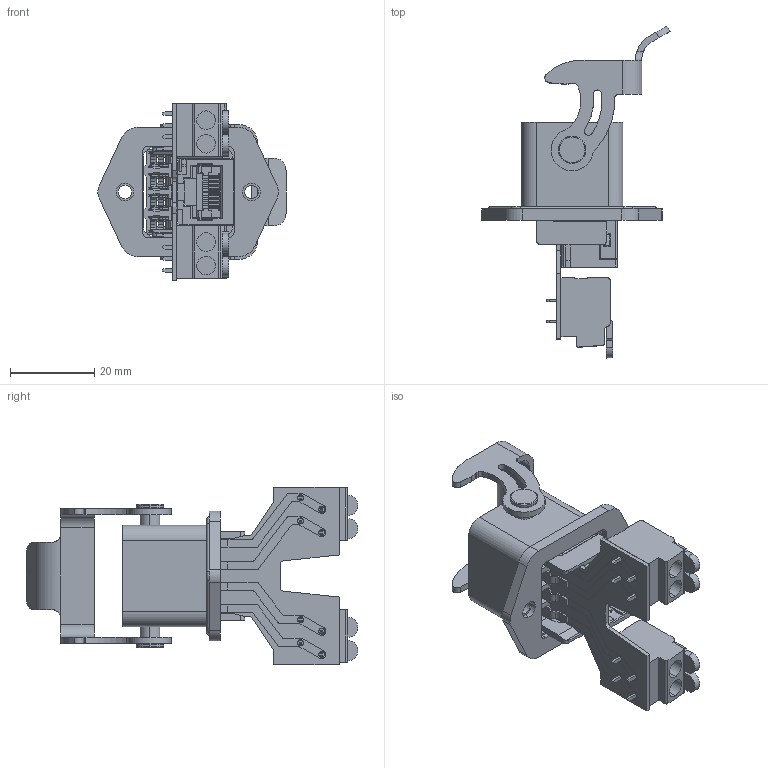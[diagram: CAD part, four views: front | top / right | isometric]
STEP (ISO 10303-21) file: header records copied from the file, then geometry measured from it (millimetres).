
FILE_DESCRIPTION((''),'2;1');
FILE_NAME('1210080020501_01-H3A-BK-1L_W-00_ASM','2024-01-16T',('13843'),(''),'PRO/ENGINEER BY PARAMETRIC TECHNOLOGY CORPORATION, 2012480','PRO/ENGINEER BY PARAMETRIC TECHNOLOGY CORPORATION, 2012480','');
FILE_SCHEMA(('CONFIG_CONTROL_DESIGN'));
Products named in the file (54): 9050100000148_01-_X2_03C6_X0_6_; 2970000004613_01-FST-F16A__X2_9; 2970000004616_01-DA805-550-2P__; 2970000004614_02-APT-H3A-004_RJ; 2970000004617_01-B3A-RJ45_4P_PC; 2970000004615_02-S_H3A-BK_RJ45-; 2970000004612_01-H3A-004_RJ45-F; 9030000000138_01-H3A-FL_X2_5BC6; MANIFOLD_SOLID_BREP_1671; 9020041160001_01-RT14116_A3X2G5; 2980020090002_01-HMRJ45JACK-D_P_ASM; 2980020990096_01-HMRJ45JACK-IS_; MANIFOLD_SOLID_BREP_1673; 9010100140001_01-RT10014_36_0_2; 2980020090005_01-HMRJ45JACK-U_U_ASM; 2980020090004_01-HMRJ45JACK-U-S_ASM; 9010520010001_01-RT12001_ZAMAK3; 2290010000009_01-HMRJ45JACK01___ASM; MANIFOLD_SOLID_BREP_1674; 2290010000008_01-HMRJ45JACK01___ASM; MANIFOLD_SOLID_BREP_1675; 2980020090001_01-HMRJ45JACK-H_P_ASM; 2290010000011_01-HMRJ45JACK02___ASM; MANIFOLD_SOLID_BREP_1676; 2290010000010_01-HMRJ45JACK02___ASM; 9010100150001_01-RT10015_15_0_3; 2010000020001_01-HMRJ45JACK-PIN_ASM; MANIFOLD_SOLID_BREP_1677; MANIFOLD_SOLID_BREP_1678; MANIFOLD_SOLID_BREP_1679; MANIFOLD_SOLID_BREP_1680; MANIFOLD_SOLID_BREP_1681; MANIFOLD_SOLID_BREP_1682; MANIFOLD_SOLID_BREP_1683; MANIFOLD_SOLID_BREP_1684; MANIFOLD_SOLID_BREP_1685; MANIFOLD_SOLID_BREP_1686; MANIFOLD_SOLID_BREP_1687; MANIFOLD_SOLID_BREP_1688; MANIFOLD_SOLID_BREP_1689 ...
Assembly tree (64 placements, depth 7):
  1210080020501_01-H3A-BK-1L_W-00_ASM
    ASM0002_ASM
      9050100000148_01-_X2_03C6_X0_6_  x2
      2970000004613_01-FST-F16A__X2_9  x4
      2970000004616_01-DA805-550-2P__  x2
      2970000004614_02-APT-H3A-004_RJ
      2970000004617_01-B3A-RJ45_4P_PC
      2970000004615_02-S_H3A-BK_RJ45-
      2970000004612_01-H3A-004_RJ45-F
      9030000000138_01-H3A-FL_X2_5BC6
      2290010020001_01-HM-RJ45-JACK___ASM
        2980020090002_01-HMRJ45JACK-D_P_ASM  x2
          MANIFOLD_SOLID_BREP_1671
          9020041160001_01-RT14116_A3X2G5
        2980020990096_01-HMRJ45JACK-IS_
        2980020090004_01-HMRJ45JACK-U-S_ASM  x2
          MANIFOLD_SOLID_BREP_1673
          2980020090005_01-HMRJ45JACK-U_U_ASM
            9010100140001_01-RT10014_36_0_2
        2290010000008_01-HMRJ45JACK01___ASM
          2290010000009_01-HMRJ45JACK01___ASM
            9010520010001_01-RT12001_ZAMAK3
          MANIFOLD_SOLID_BREP_1674
        2980020090001_01-HMRJ45JACK-H_P_ASM
          9020041160001_01-RT14116_A3X2G5
          MANIFOLD_SOLID_BREP_1675
        2290010000010_01-HMRJ45JACK02___ASM
          2290010000011_01-HMRJ45JACK02___ASM
            9010520010001_01-RT12001_ZAMAK3
          MANIFOLD_SOLID_BREP_1676
        2980020090003_01-HMRJ45JACK-PCB_ASM
          2010002020001_01-HMRJ45JACK-PIN_ASM
            2010000020001_01-HMRJ45JACK-PIN_ASM
              9010100150001_01-RT10015_15_0_3
            MANIFOLD_SOLID_BREP_1677
            MANIFOLD_SOLID_BREP_1678
            MANIFOLD_SOLID_BREP_1679
            MANIFOLD_SOLID_BREP_1680
            MANIFOLD_SOLID_BREP_1681
            MANIFOLD_SOLID_BREP_1682
            MANIFOLD_SOLID_BREP_1683
            MANIFOLD_SOLID_BREP_1684
            MANIFOLD_SOLID_BREP_1685
            MANIFOLD_SOLID_BREP_1686
            MANIFOLD_SOLID_BREP_1687
            MANIFOLD_SOLID_BREP_1688
            MANIFOLD_SOLID_BREP_1689
            MANIFOLD_SOLID_BREP_1690
            MANIFOLD_SOLID_BREP_1691
            MANIFOLD_SOLID_BREP_1692
          2980020090006_01-HMRJ45JACK-PCB
      2980020020123_02-L3A_W__X2_9540_ASM
        2980020020107_01-L3A__X2_672A75_ASM
          9010230010040_02-RT13001_88_0_-
          MANIFOLD_SOLID_BREP_1694
        MANIFOLD_SOLID_BREP_1695
Bounding box: 44.59 x 78.67 x 42 mm (x, y, z)
Volume: 18511.9 mm3; surface area: 31692.4 mm2
Topology: 40 solids, 40 shells, 2963 faces, 8253 edges, 5390 vertices
Faces by surface type: plane 2169, cylinder 736, torus 26, cone 18, bspline 10, sphere 4
Entity records: 94080 total; most frequent: CARTESIAN_POINT 13900, ORIENTED_EDGE 12526, DIRECTION 12184, PRESENTATION_STYLE_ASSIGNMENT 6418, STYLED_ITEM 6296, CURVE_STYLE 6263, EDGE_CURVE 6263, VECTOR 4990
